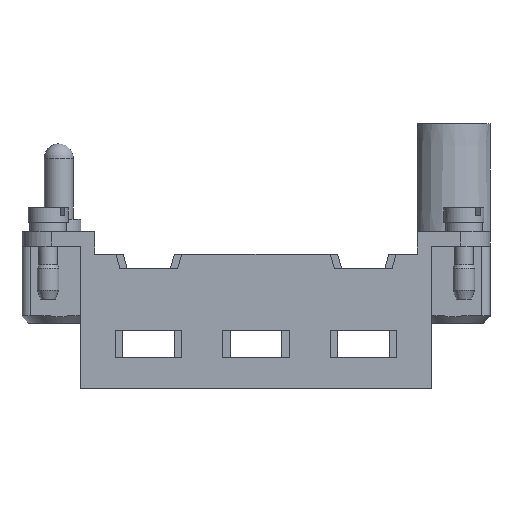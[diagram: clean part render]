
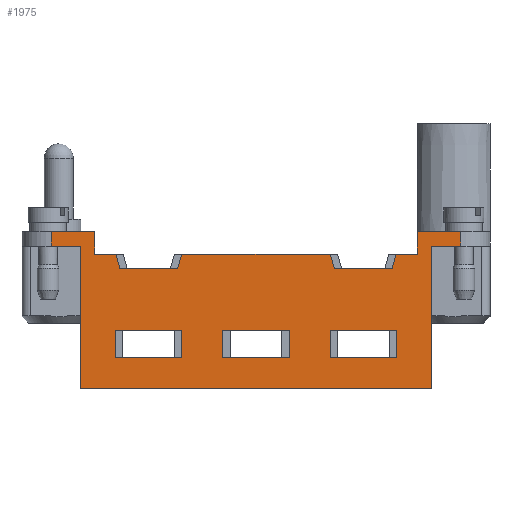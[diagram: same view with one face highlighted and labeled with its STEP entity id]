
A CAD part, front view. The second image highlights one B-rep face of the part: STEP entity #1975.
In plain terms, the highlighted planar face has unit normal (0, -1, 0).
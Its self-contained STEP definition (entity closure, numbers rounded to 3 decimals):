
#1517=FACE_BOUND('',#3332,.T.);
#1518=FACE_BOUND('',#3333,.T.);
#1519=FACE_BOUND('',#3334,.T.);
#1520=FACE_BOUND('',#3335,.T.);
#1975=ADVANCED_FACE('',(#1517,#1518,#1519,#1520),#2345,.F.);
#2345=PLANE('',#11585);
#3332=EDGE_LOOP('',(#5516,#5517,#5518,#5519,#5520,#5521,#5522,#5523,#5524,
#5525,#5526,#5527,#5528,#5529,#5530,#5531,#5532,#5533,#5534,#5535,#5536,
#5537));
#3333=EDGE_LOOP('',(#5538,#5539,#5540,#5541));
#3334=EDGE_LOOP('',(#5542,#5543,#5544,#5545));
#3335=EDGE_LOOP('',(#5546,#5547,#5548,#5549));
#5516=ORIENTED_EDGE('',*,*,#7882,.F.);
#5517=ORIENTED_EDGE('',*,*,#7881,.F.);
#5518=ORIENTED_EDGE('',*,*,#7886,.F.);
#5519=ORIENTED_EDGE('',*,*,#7858,.T.);
#5520=ORIENTED_EDGE('',*,*,#7887,.T.);
#5521=ORIENTED_EDGE('',*,*,#7771,.T.);
#5522=ORIENTED_EDGE('',*,*,#7770,.T.);
#5523=ORIENTED_EDGE('',*,*,#7764,.T.);
#5524=ORIENTED_EDGE('',*,*,#7888,.F.);
#5525=ORIENTED_EDGE('',*,*,#7889,.T.);
#5526=ORIENTED_EDGE('',*,*,#7867,.T.);
#5527=ORIENTED_EDGE('',*,*,#7841,.T.);
#5528=ORIENTED_EDGE('',*,*,#7838,.T.);
#5529=ORIENTED_EDGE('',*,*,#7835,.T.);
#5530=ORIENTED_EDGE('',*,*,#7807,.T.);
#5531=ORIENTED_EDGE('',*,*,#7832,.T.);
#5532=ORIENTED_EDGE('',*,*,#7830,.T.);
#5533=ORIENTED_EDGE('',*,*,#7827,.T.);
#5534=ORIENTED_EDGE('',*,*,#7870,.T.);
#5535=ORIENTED_EDGE('',*,*,#7890,.F.);
#5536=ORIENTED_EDGE('',*,*,#7891,.T.);
#5537=ORIENTED_EDGE('',*,*,#7876,.F.);
#5538=ORIENTED_EDGE('',*,*,#7863,.T.);
#5539=ORIENTED_EDGE('',*,*,#7892,.T.);
#5540=ORIENTED_EDGE('',*,*,#7811,.T.);
#5541=ORIENTED_EDGE('',*,*,#7893,.T.);
#5542=ORIENTED_EDGE('',*,*,#7866,.T.);
#5543=ORIENTED_EDGE('',*,*,#7894,.T.);
#5544=ORIENTED_EDGE('',*,*,#7815,.T.);
#5545=ORIENTED_EDGE('',*,*,#7895,.T.);
#5546=ORIENTED_EDGE('',*,*,#7823,.T.);
#5547=ORIENTED_EDGE('',*,*,#7896,.T.);
#5548=ORIENTED_EDGE('',*,*,#7819,.T.);
#5549=ORIENTED_EDGE('',*,*,#7897,.T.);
#6604=VERTEX_POINT('',#17881);
#6606=VERTEX_POINT('',#17884);
#6611=VERTEX_POINT('',#17896);
#6612=VERTEX_POINT('',#17898);
#6633=VERTEX_POINT('',#17985);
#6635=VERTEX_POINT('',#17989);
#6637=VERTEX_POINT('',#17994);
#6639=VERTEX_POINT('',#17998);
#6641=VERTEX_POINT('',#18003);
#6643=VERTEX_POINT('',#18007);
#6645=VERTEX_POINT('',#18012);
#6647=VERTEX_POINT('',#18016);
#6649=VERTEX_POINT('',#18021);
#6651=VERTEX_POINT('',#18025);
#6653=VERTEX_POINT('',#18030);
#6655=VERTEX_POINT('',#18034);
#6657=VERTEX_POINT('',#18039);
#6659=VERTEX_POINT('',#18048);
#6661=VERTEX_POINT('',#18054);
#6663=VERTEX_POINT('',#18060);
#6674=VERTEX_POINT('',#18092);
#6675=VERTEX_POINT('',#18093);
#6676=VERTEX_POINT('',#18098);
#6677=VERTEX_POINT('',#18100);
#6678=VERTEX_POINT('',#18104);
#6679=VERTEX_POINT('',#18106);
#6680=VERTEX_POINT('',#18110);
#6681=VERTEX_POINT('',#18114);
#6684=VERTEX_POINT('',#18123);
#6686=VERTEX_POINT('',#18127);
#6690=VERTEX_POINT('',#18137);
#6691=VERTEX_POINT('',#18139);
#6694=VERTEX_POINT('',#18151);
#6695=VERTEX_POINT('',#18154);
#7764=EDGE_CURVE('',#6606,#6604,#9440,.T.);
#7770=EDGE_CURVE('',#6611,#6606,#9444,.T.);
#7771=EDGE_CURVE('',#6612,#6611,#9445,.T.);
#7807=EDGE_CURVE('',#6633,#6635,#9475,.T.);
#7811=EDGE_CURVE('',#6637,#6639,#9479,.T.);
#7815=EDGE_CURVE('',#6641,#6643,#9483,.T.);
#7819=EDGE_CURVE('',#6645,#6647,#9487,.T.);
#7823=EDGE_CURVE('',#6649,#6651,#9491,.T.);
#7827=EDGE_CURVE('',#6653,#6655,#9495,.T.);
#7830=EDGE_CURVE('',#6657,#6653,#9498,.T.);
#7832=EDGE_CURVE('',#6635,#6657,#9500,.T.);
#7835=EDGE_CURVE('',#6659,#6633,#9503,.T.);
#7838=EDGE_CURVE('',#6661,#6659,#9506,.T.);
#7841=EDGE_CURVE('',#6663,#6661,#9509,.T.);
#7858=EDGE_CURVE('',#6674,#6675,#9526,.T.);
#7863=EDGE_CURVE('',#6676,#6677,#9531,.T.);
#7866=EDGE_CURVE('',#6678,#6679,#9534,.T.);
#7867=EDGE_CURVE('',#6680,#6663,#9535,.T.);
#7870=EDGE_CURVE('',#6655,#6681,#9538,.T.);
#7876=EDGE_CURVE('',#6686,#6684,#9542,.T.);
#7881=EDGE_CURVE('',#6690,#6691,#9546,.T.);
#7882=EDGE_CURVE('',#6691,#6686,#9547,.T.);
#7886=EDGE_CURVE('',#6674,#6690,#9550,.T.);
#7887=EDGE_CURVE('',#6675,#6612,#9551,.T.);
#7888=EDGE_CURVE('',#6694,#6604,#9552,.T.);
#7889=EDGE_CURVE('',#6694,#6680,#9553,.T.);
#7890=EDGE_CURVE('',#6695,#6681,#9554,.T.);
#7891=EDGE_CURVE('',#6695,#6684,#9555,.T.);
#7892=EDGE_CURVE('',#6677,#6637,#9556,.T.);
#7893=EDGE_CURVE('',#6639,#6676,#9557,.T.);
#7894=EDGE_CURVE('',#6679,#6641,#9558,.T.);
#7895=EDGE_CURVE('',#6643,#6678,#9559,.T.);
#7896=EDGE_CURVE('',#6651,#6645,#9560,.T.);
#7897=EDGE_CURVE('',#6647,#6649,#9561,.T.);
#9440=LINE('',#17883,#10462);
#9444=LINE('',#17895,#10466);
#9445=LINE('',#17897,#10467);
#9475=LINE('',#17990,#10497);
#9479=LINE('',#17999,#10501);
#9483=LINE('',#18008,#10505);
#9487=LINE('',#18017,#10509);
#9491=LINE('',#18026,#10513);
#9495=LINE('',#18035,#10517);
#9498=LINE('',#18041,#10520);
#9500=LINE('',#18044,#10522);
#9503=LINE('',#18050,#10525);
#9506=LINE('',#18056,#10528);
#9509=LINE('',#18062,#10531);
#9526=LINE('',#18091,#10548);
#9531=LINE('',#18101,#10553);
#9534=LINE('',#18107,#10556);
#9535=LINE('',#18109,#10557);
#9538=LINE('',#18115,#10560);
#9542=LINE('',#18128,#10564);
#9546=LINE('',#18138,#10568);
#9547=LINE('',#18140,#10569);
#9550=LINE('',#18148,#10572);
#9551=LINE('',#18149,#10573);
#9552=LINE('',#18150,#10574);
#9553=LINE('',#18152,#10575);
#9554=LINE('',#18153,#10576);
#9555=LINE('',#18155,#10577);
#9556=LINE('',#18156,#10578);
#9557=LINE('',#18157,#10579);
#9558=LINE('',#18158,#10580);
#9559=LINE('',#18159,#10581);
#9560=LINE('',#18160,#10582);
#9561=LINE('',#18161,#10583);
#10462=VECTOR('',#13539,1.);
#10466=VECTOR('',#13549,1.);
#10467=VECTOR('',#13550,1.);
#10497=VECTOR('',#13614,1.);
#10501=VECTOR('',#13620,1.);
#10505=VECTOR('',#13626,1.);
#10509=VECTOR('',#13632,1.);
#10513=VECTOR('',#13638,1.);
#10517=VECTOR('',#13644,1.);
#10520=VECTOR('',#13649,1.);
#10522=VECTOR('',#13653,1.);
#10525=VECTOR('',#13658,1.);
#10528=VECTOR('',#13663,1.);
#10531=VECTOR('',#13668,1.);
#10548=VECTOR('',#13689,1.);
#10553=VECTOR('',#13696,1.);
#10556=VECTOR('',#13701,1.);
#10557=VECTOR('',#13704,1.);
#10560=VECTOR('',#13709,1.);
#10564=VECTOR('',#13721,1.);
#10568=VECTOR('',#13729,1.);
#10569=VECTOR('',#13730,1.);
#10572=VECTOR('',#13739,1.);
#10573=VECTOR('',#13740,1.);
#10574=VECTOR('',#13741,1.);
#10575=VECTOR('',#13742,1.);
#10576=VECTOR('',#13743,1.);
#10577=VECTOR('',#13744,1.);
#10578=VECTOR('',#13745,1.);
#10579=VECTOR('',#13746,1.);
#10580=VECTOR('',#13747,1.);
#10581=VECTOR('',#13748,1.);
#10582=VECTOR('',#13749,1.);
#10583=VECTOR('',#13750,1.);
#11585=AXIS2_PLACEMENT_3D('',#18162,#13751,#13752);
#13539=DIRECTION('',(0.,0.,1.));
#13549=DIRECTION('',(1.,0.,0.));
#13550=DIRECTION('',(1.,0.,0.));
#13614=DIRECTION('',(-1.,0.,0.));
#13620=DIRECTION('',(0.,0.,-1.));
#13626=DIRECTION('',(0.,0.,-1.));
#13632=DIRECTION('',(0.,0.,-1.));
#13638=DIRECTION('',(0.,0.,1.));
#13644=DIRECTION('',(-0.259,0.,0.966));
#13649=DIRECTION('',(-1.,0.,0.));
#13653=DIRECTION('',(-0.259,0.,-0.966));
#13658=DIRECTION('',(-0.259,0.,0.966));
#13663=DIRECTION('',(-1.,0.,0.));
#13668=DIRECTION('',(-0.259,0.,-0.966));
#13689=DIRECTION('',(1.,0.,0.));
#13696=DIRECTION('',(0.,0.,1.));
#13701=DIRECTION('',(0.,0.,1.));
#13704=DIRECTION('',(-1.,0.,0.));
#13709=DIRECTION('',(-1.,0.,0.));
#13721=DIRECTION('',(0.,0.,1.));
#13729=DIRECTION('',(-1.,0.,0.));
#13730=DIRECTION('',(-1.,0.,0.));
#13739=DIRECTION('',(0.,0.,1.));
#13740=DIRECTION('',(0.,0.,1.));
#13741=DIRECTION('',(1.,0.,0.));
#13742=DIRECTION('',(0.,0.,-1.));
#13743=DIRECTION('',(0.,0.,-1.));
#13744=DIRECTION('',(-1.,0.,0.));
#13745=DIRECTION('',(1.,0.,0.));
#13746=DIRECTION('',(-1.,0.,0.));
#13747=DIRECTION('',(1.,0.,0.));
#13748=DIRECTION('',(-1.,0.,0.));
#13749=DIRECTION('',(1.,0.,0.));
#13750=DIRECTION('',(-1.,0.,0.));
#13751=DIRECTION('',(0.,1.,0.));
#13752=DIRECTION('',(1.,0.,0.));
#17881=CARTESIAN_POINT('',(28.075,-17.25,2.));
#17883=CARTESIAN_POINT('',(28.075,-17.25,2.));
#17884=CARTESIAN_POINT('',(28.075,-17.25,0.));
#17895=CARTESIAN_POINT('',(24.1,-17.25,0.));
#17896=CARTESIAN_POINT('',(24.978,-17.25,0.));
#17897=CARTESIAN_POINT('',(-22.1,-17.25,0.));
#17898=CARTESIAN_POINT('',(24.1,-17.25,0.));
#17985=CARTESIAN_POINT('',(10.2,-17.25,-1.1));
#17989=CARTESIAN_POINT('',(-10.2,-17.25,-1.1));
#17990=CARTESIAN_POINT('',(10.2,-17.25,-1.1));
#17994=CARTESIAN_POINT('',(4.55,-17.25,-11.5));
#17998=CARTESIAN_POINT('',(4.55,-17.25,-15.3));
#17999=CARTESIAN_POINT('',(4.55,-17.25,-11.5));
#18003=CARTESIAN_POINT('',(-10.15,-17.25,-11.5));
#18007=CARTESIAN_POINT('',(-10.15,-17.25,-15.3));
#18008=CARTESIAN_POINT('',(-10.15,-17.25,-11.5));
#18012=CARTESIAN_POINT('',(19.25,-17.25,-11.5));
#18016=CARTESIAN_POINT('',(19.25,-17.25,-15.3));
#18017=CARTESIAN_POINT('',(19.25,-17.25,-11.5));
#18021=CARTESIAN_POINT('',(10.15,-17.25,-15.3));
#18025=CARTESIAN_POINT('',(10.15,-17.25,-11.5));
#18026=CARTESIAN_POINT('',(10.15,-17.25,-15.3));
#18030=CARTESIAN_POINT('',(-18.664,-17.25,-3.1));
#18034=CARTESIAN_POINT('',(-19.2,-17.25,-1.1));
#18035=CARTESIAN_POINT('',(-18.664,-17.25,-3.1));
#18039=CARTESIAN_POINT('',(-10.736,-17.25,-3.1));
#18041=CARTESIAN_POINT('',(-10.736,-17.25,-3.1));
#18044=CARTESIAN_POINT('',(-10.2,-17.25,-1.1));
#18048=CARTESIAN_POINT('',(10.736,-17.25,-3.1));
#18050=CARTESIAN_POINT('',(10.736,-17.25,-3.1));
#18054=CARTESIAN_POINT('',(18.664,-17.25,-3.1));
#18056=CARTESIAN_POINT('',(18.664,-17.25,-3.1));
#18060=CARTESIAN_POINT('',(19.2,-17.25,-1.1));
#18062=CARTESIAN_POINT('',(19.2,-17.25,-1.1));
#18091=CARTESIAN_POINT('',(-24.1,-17.25,-19.5));
#18092=CARTESIAN_POINT('',(-24.1,-17.25,-19.5));
#18093=CARTESIAN_POINT('',(24.1,-17.25,-19.5));
#18098=CARTESIAN_POINT('',(-4.55,-17.25,-15.3));
#18100=CARTESIAN_POINT('',(-4.55,-17.25,-11.5));
#18101=CARTESIAN_POINT('',(-4.55,-17.25,-15.3));
#18104=CARTESIAN_POINT('',(-19.25,-17.25,-15.3));
#18106=CARTESIAN_POINT('',(-19.25,-17.25,-11.5));
#18107=CARTESIAN_POINT('',(-19.25,-17.25,-15.3));
#18109=CARTESIAN_POINT('',(24.1,-17.25,-1.1));
#18110=CARTESIAN_POINT('',(22.1,-17.25,-1.1));
#18114=CARTESIAN_POINT('',(-22.1,-17.25,-1.1));
#18115=CARTESIAN_POINT('',(-19.2,-17.25,-1.1));
#18123=CARTESIAN_POINT('',(-28.075,-17.25,2.));
#18127=CARTESIAN_POINT('',(-28.075,-17.25,0.));
#18128=CARTESIAN_POINT('',(-28.075,-17.25,2.));
#18137=CARTESIAN_POINT('',(-24.1,-17.25,0.));
#18138=CARTESIAN_POINT('',(-22.1,-17.25,0.));
#18139=CARTESIAN_POINT('',(-24.978,-17.25,0.));
#18140=CARTESIAN_POINT('',(-24.1,-17.25,0.));
#18148=CARTESIAN_POINT('',(-24.1,-17.25,2.));
#18149=CARTESIAN_POINT('',(24.1,-17.25,-19.5));
#18150=CARTESIAN_POINT('',(22.1,-17.25,2.));
#18151=CARTESIAN_POINT('',(22.1,-17.25,2.));
#18152=CARTESIAN_POINT('',(22.1,-17.25,2.));
#18153=CARTESIAN_POINT('',(-22.1,-17.25,2.));
#18154=CARTESIAN_POINT('',(-22.1,-17.25,2.));
#18155=CARTESIAN_POINT('',(-22.1,-17.25,2.));
#18156=CARTESIAN_POINT('',(-4.55,-17.25,-11.5));
#18157=CARTESIAN_POINT('',(4.55,-17.25,-15.3));
#18158=CARTESIAN_POINT('',(-19.25,-17.25,-11.5));
#18159=CARTESIAN_POINT('',(-10.15,-17.25,-15.3));
#18160=CARTESIAN_POINT('',(10.15,-17.25,-11.5));
#18161=CARTESIAN_POINT('',(19.25,-17.25,-15.3));
#18162=CARTESIAN_POINT('',(-22.1,-17.25,2.));
